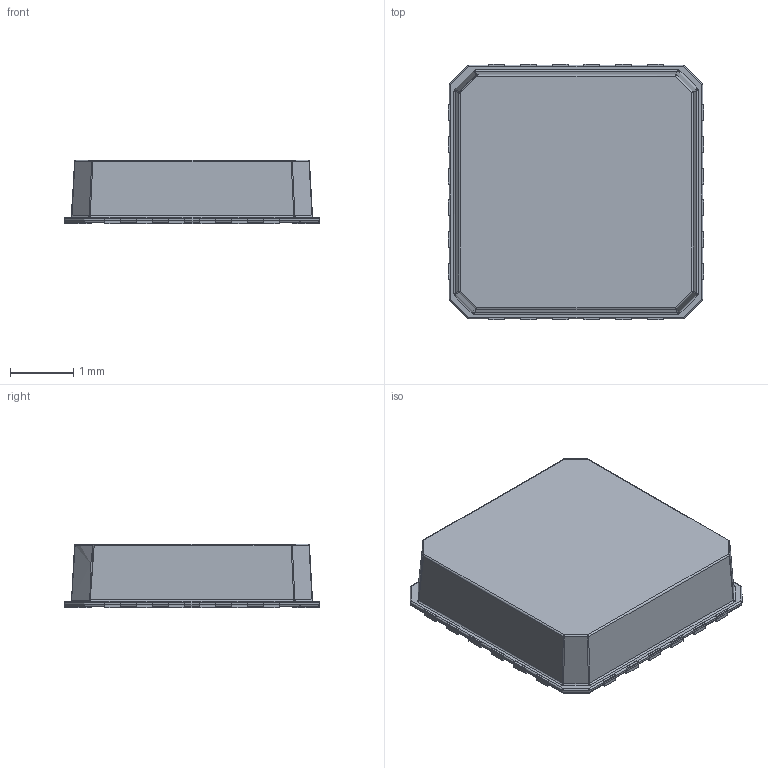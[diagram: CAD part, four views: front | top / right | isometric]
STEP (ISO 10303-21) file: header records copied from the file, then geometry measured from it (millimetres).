
FILE_DESCRIPTION (( 'STEP AP214' ), '1' );
FILE_NAME ('User Library-QFN24_4x4.STEP', '2016-01-17T03:56:03', ( 'Windows User' ), ( '' ), 'SwSTEP 2.0', 'SolidWorks 2016', '' );
FILE_SCHEMA (( 'AUTOMOTIVE_DESIGN' ));
Length unit declared in the file: millimetre
Products named in the file (29): User Library-QFN24_4x4_Imported_10; User Library-QFN24_4x4_Imported_9; User Library-QFN24_4x4_Imported_28; User Library-QFN24_4x4_Imported_8; User Library-QFN24_4x4_Imported_27; User Library-QFN24_4x4_Imported_7; User Library-QFN24_4x4_Imported_26; User Library-QFN24_4x4_Imported_6; User Library-QFN24_4x4_Imported_25; User Library-QFN24_4x4_Imported_5; User Library-QFN24_4x4_Imported_24; User Library-QFN24_4x4_Imported_4; User Library-QFN24_4x4_Imported_23; User Library-QFN24_4x4_Imported_3; User Library-QFN24_4x4_Imported_22; User Library-QFN24_4x4_Imported_2; User Library-QFN24_4x4_Imported_21; User Library-QFN24_4x4_Imported; User Library-QFN24_4x4_Imported_20; User Library-QFN24_4x4_Imported_19; User Library-QFN24_4x4; User Library-QFN24_4x4_Imported_18; User Library-QFN24_4x4_Imported_17; User Library-QFN24_4x4_Imported_16; User Library-QFN24_4x4_Imported_15; User Library-QFN24_4x4_Imported_14; User Library-QFN24_4x4_Imported_13; User Library-QFN24_4x4_Imported_12; User Library-QFN24_4x4_Imported_11
Assembly tree (28 placements, depth 2):
  User Library-QFN24_4x4
    User Library-QFN24_4x4_Imported
    User Library-QFN24_4x4_Imported_2
    User Library-QFN24_4x4_Imported_3
    User Library-QFN24_4x4_Imported_4
    User Library-QFN24_4x4_Imported_5
    User Library-QFN24_4x4_Imported_6
    User Library-QFN24_4x4_Imported_7
    User Library-QFN24_4x4_Imported_8
    User Library-QFN24_4x4_Imported_9
    User Library-QFN24_4x4_Imported_10
    User Library-QFN24_4x4_Imported_11
    User Library-QFN24_4x4_Imported_12
    User Library-QFN24_4x4_Imported_13
    User Library-QFN24_4x4_Imported_14
    User Library-QFN24_4x4_Imported_15
    User Library-QFN24_4x4_Imported_16
    User Library-QFN24_4x4_Imported_17
    User Library-QFN24_4x4_Imported_18
    User Library-QFN24_4x4_Imported_19
    User Library-QFN24_4x4_Imported_20
    User Library-QFN24_4x4_Imported_21
    User Library-QFN24_4x4_Imported_22
    User Library-QFN24_4x4_Imported_23
    User Library-QFN24_4x4_Imported_24
    User Library-QFN24_4x4_Imported_25
    User Library-QFN24_4x4_Imported_26
    User Library-QFN24_4x4_Imported_27
    User Library-QFN24_4x4_Imported_28
Bounding box: 4.02 x 4.02 x 1 mm (x, y, z)
Volume: 13.9 mm3; surface area: 93.6 mm2
Topology: 27 solids, 32 shells, 359 faces, 861 edges, 554 vertices
Faces by surface type: plane 196, cylinder 129, bspline 34
Entity records: 17037 total; most frequent: CARTESIAN_POINT 3639, DIRECTION 1723, ORIENTED_EDGE 1682, EDGE_CURVE 853, AXIS2_PLACEMENT_3D 586, VERTEX_POINT 554, LINE 551, VECTOR 551
